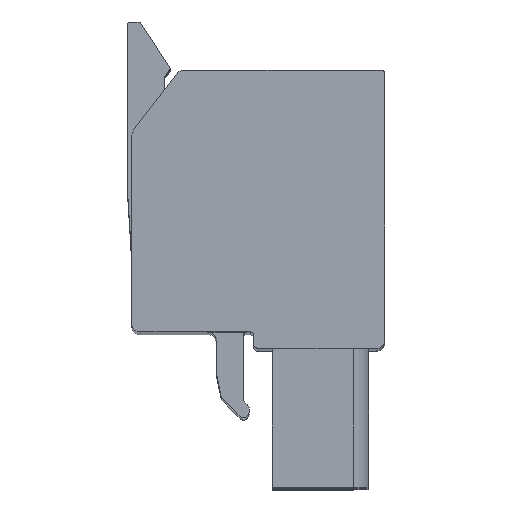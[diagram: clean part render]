
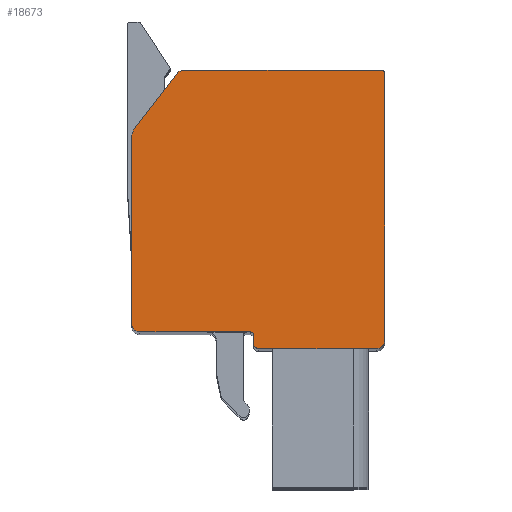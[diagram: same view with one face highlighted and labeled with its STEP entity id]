
A CAD part, top view. The second image highlights one B-rep face of the part: STEP entity #18673.
In plain terms, the highlighted planar face has unit normal (0, 0, 1).
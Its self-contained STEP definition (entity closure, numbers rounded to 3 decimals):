
#548=DIRECTION('',(1.,0.,0.));
#549=VECTOR('',#548,7.05);
#550=CARTESIAN_POINT('',(9.402,11.784,2.94));
#551=LINE('',#550,#549);
#2359=CARTESIAN_POINT('',(9.402,12.084,2.94));
#2360=DIRECTION('',(0.,0.,1.));
#2361=DIRECTION('',(-1.,0.,0.));
#2362=AXIS2_PLACEMENT_3D('',#2359,#2360,#2361);
#2364=DIRECTION('',(0.,-1.,0.));
#2365=VECTOR('',#2364,0.5);
#2366=CARTESIAN_POINT('',(9.102,12.584,2.94));
#2367=LINE('',#2366,#2365);
#2368=CARTESIAN_POINT('',(8.902,12.584,2.94));
#2369=DIRECTION('',(0.,0.,-1.));
#2370=DIRECTION('',(0.,1.,0.));
#2371=AXIS2_PLACEMENT_3D('',#2368,#2369,#2370);
#2373=DIRECTION('',(1.,0.,0.));
#2374=VECTOR('',#2373,6.61);
#2375=CARTESIAN_POINT('',(2.292,12.784,2.94));
#2376=LINE('',#2375,#2374);
#2377=CARTESIAN_POINT('',(2.292,13.284,2.94));
#2378=DIRECTION('',(0.,0.,1.));
#2379=DIRECTION('',(-1.,0.,0.));
#2380=AXIS2_PLACEMENT_3D('',#2377,#2378,#2379);
#2382=DIRECTION('',(0.,-1.,0.));
#2383=VECTOR('',#2382,11.132);
#2384=CARTESIAN_POINT('',(1.792,24.416,2.94));
#2385=LINE('',#2384,#2383);
#2386=CARTESIAN_POINT('',(2.792,24.416,2.94));
#2387=DIRECTION('',(0.,0.,1.));
#2388=DIRECTION('',(-0.789,0.614,0.));
#2389=AXIS2_PLACEMENT_3D('',#2386,#2387,#2388);
#2391=DIRECTION('',(-0.614,-0.789,0.));
#2392=VECTOR('',#2391,4.1);
#2393=CARTESIAN_POINT('',(4.52,28.266,2.94));
#2394=LINE('',#2393,#2392);
#2395=CARTESIAN_POINT('',(4.915,27.959,2.94));
#2396=DIRECTION('',(0.,0.,1.));
#2397=DIRECTION('',(0.,1.,0.));
#2398=AXIS2_PLACEMENT_3D('',#2395,#2396,#2397);
#2400=DIRECTION('',(-1.,0.,0.));
#2401=VECTOR('',#2400,11.838);
#2402=CARTESIAN_POINT('',(16.752,28.459,2.94));
#2403=LINE('',#2402,#2401);
#2404=CARTESIAN_POINT('',(16.752,28.259,2.94));
#2405=DIRECTION('',(0.,0.,1.));
#2406=DIRECTION('',(1.,0.,0.));
#2407=AXIS2_PLACEMENT_3D('',#2404,#2405,#2406);
#2409=DIRECTION('',(0.,1.,0.));
#2410=VECTOR('',#2409,15.975);
#2411=CARTESIAN_POINT('',(16.952,12.284,2.94));
#2412=LINE('',#2411,#2410);
#2413=CARTESIAN_POINT('',(16.452,12.284,2.94));
#2414=DIRECTION('',(0.,0.,1.));
#2415=DIRECTION('',(0.,-1.,0.));
#2416=AXIS2_PLACEMENT_3D('',#2413,#2414,#2415);
#11937=CARTESIAN_POINT('',(2.003,25.03,2.94));
#11938=CARTESIAN_POINT('',(1.792,24.416,2.94));
#11939=VERTEX_POINT('',#11937);
#11940=VERTEX_POINT('',#11938);
#11941=CARTESIAN_POINT('',(1.792,13.284,2.94));
#11942=VERTEX_POINT('',#11941);
#11943=CARTESIAN_POINT('',(2.292,12.784,2.94));
#11944=VERTEX_POINT('',#11943);
#11945=CARTESIAN_POINT('',(8.902,12.784,2.94));
#11946=VERTEX_POINT('',#11945);
#11947=CARTESIAN_POINT('',(9.102,12.584,2.94));
#11948=VERTEX_POINT('',#11947);
#11949=CARTESIAN_POINT('',(9.102,12.084,2.94));
#11950=VERTEX_POINT('',#11949);
#11951=CARTESIAN_POINT('',(9.402,11.784,2.94));
#11952=VERTEX_POINT('',#11951);
#11953=CARTESIAN_POINT('',(16.452,11.784,2.94));
#11954=CARTESIAN_POINT('',(16.952,12.284,2.94));
#11955=VERTEX_POINT('',#11953);
#11956=VERTEX_POINT('',#11954);
#11957=CARTESIAN_POINT('',(16.952,28.259,2.94));
#11958=VERTEX_POINT('',#11957);
#11959=CARTESIAN_POINT('',(16.752,28.459,2.94));
#11960=VERTEX_POINT('',#11959);
#11961=CARTESIAN_POINT('',(4.915,28.459,2.94));
#11962=VERTEX_POINT('',#11961);
#11963=CARTESIAN_POINT('',(4.52,28.266,2.94));
#11964=VERTEX_POINT('',#11963);
#18639=CARTESIAN_POINT('',(0.,0.,2.94));
#18640=DIRECTION('',(0.,0.,1.));
#18641=DIRECTION('',(1.,0.,0.));
#18642=AXIS2_PLACEMENT_3D('',#18639,#18640,#18641);
#18643=PLANE('',#18642);
#18644=ORIENTED_EDGE('',*,*,#15282,.F.);
#18646=ORIENTED_EDGE('',*,*,#18645,.F.);
#18648=ORIENTED_EDGE('',*,*,#18647,.F.);
#18650=ORIENTED_EDGE('',*,*,#18649,.F.);
#18652=ORIENTED_EDGE('',*,*,#18651,.F.);
#18654=ORIENTED_EDGE('',*,*,#18653,.F.);
#18656=ORIENTED_EDGE('',*,*,#18655,.F.);
#18658=ORIENTED_EDGE('',*,*,#18657,.F.);
#18660=ORIENTED_EDGE('',*,*,#18659,.F.);
#18662=ORIENTED_EDGE('',*,*,#18661,.F.);
#18664=ORIENTED_EDGE('',*,*,#18663,.F.);
#18666=ORIENTED_EDGE('',*,*,#18665,.F.);
#18668=ORIENTED_EDGE('',*,*,#18667,.F.);
#18670=ORIENTED_EDGE('',*,*,#18669,.F.);
#18671=EDGE_LOOP('',(#18644,#18646,#18648,#18650,#18652,#18654,#18656,#18658,
#18660,#18662,#18664,#18666,#18668,#18670));
#18672=FACE_OUTER_BOUND('',#18671,.F.);
#18673=ADVANCED_FACE('',(#18672),#18643,.T.);
#2363=CIRCLE('',#2362,0.3);
#2372=CIRCLE('',#2371,0.2);
#2381=CIRCLE('',#2380,0.5);
#2390=CIRCLE('',#2389,1.);
#2399=CIRCLE('',#2398,0.5);
#2408=CIRCLE('',#2407,0.2);
#2417=CIRCLE('',#2416,0.5);
#15282=EDGE_CURVE('',#11952,#11955,#551,.T.);
#18645=EDGE_CURVE('',#11950,#11952,#2363,.T.);
#18647=EDGE_CURVE('',#11948,#11950,#2367,.T.);
#18649=EDGE_CURVE('',#11946,#11948,#2372,.T.);
#18651=EDGE_CURVE('',#11944,#11946,#2376,.T.);
#18653=EDGE_CURVE('',#11942,#11944,#2381,.T.);
#18655=EDGE_CURVE('',#11940,#11942,#2385,.T.);
#18657=EDGE_CURVE('',#11939,#11940,#2390,.T.);
#18659=EDGE_CURVE('',#11964,#11939,#2394,.T.);
#18661=EDGE_CURVE('',#11962,#11964,#2399,.T.);
#18663=EDGE_CURVE('',#11960,#11962,#2403,.T.);
#18665=EDGE_CURVE('',#11958,#11960,#2408,.T.);
#18667=EDGE_CURVE('',#11956,#11958,#2412,.T.);
#18669=EDGE_CURVE('',#11955,#11956,#2417,.T.);
